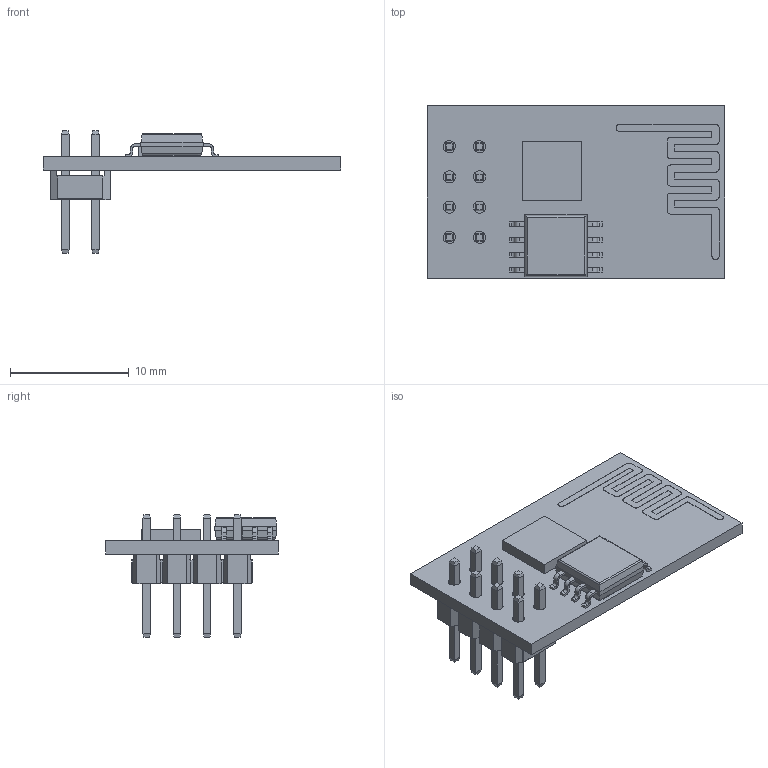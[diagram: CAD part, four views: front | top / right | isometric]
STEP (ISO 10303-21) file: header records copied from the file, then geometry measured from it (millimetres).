
FILE_DESCRIPTION (( 'STEP AP214' ), '1' );
FILE_NAME ('ESP8266-ESP01.STEP', '2023-04-17T17:39:53', ( '' ), ( '' ), 'SwSTEP 2.0', 'SolidWorks 2019', '' );
FILE_SCHEMA (( 'AUTOMOTIVE_DESIGN' ));
Length unit declared in the file: millimetre
Products named in the file (9): Platine.stp.STEP; Pin_Stiftleiste.stp.STEP; SerialFlashMem.stp.STEP; ESP8266-ESP01.STEP; PinSockel.stp.STEP; ESP8266-ESP01.stp.STEP; ESP8266-ESP01; PCB_Antenna.stp.STEP; ESP8266EX.stp.STEP
Assembly tree (15 placements, depth 4):
  ESP8266-ESP01
    ESP8266-ESP01.STEP
      ESP8266-ESP01.stp.STEP
        Platine.stp.STEP
        PinSockel.stp.STEP
        PCB_Antenna.stp.STEP
        Pin_Stiftleiste.stp.STEP  x8
        SerialFlashMem.stp.STEP
        ESP8266EX.stp.STEP
Bounding box: 25 x 14.5 x 10.3 mm (x, y, z)
Volume: 593.2 mm3; surface area: 1510.6 mm2
Topology: 17 solids, 17 shells, 393 faces, 981 edges, 622 vertices
Faces by surface type: plane 321, cylinder 72
Entity records: 10951 total; most frequent: CARTESIAN_POINT 1732, ORIENTED_EDGE 1570, DIRECTION 1515, EDGE_CURVE 785, LINE 633, VECTOR 633, VERTEX_POINT 510, AXIS2_PLACEMENT_3D 441
